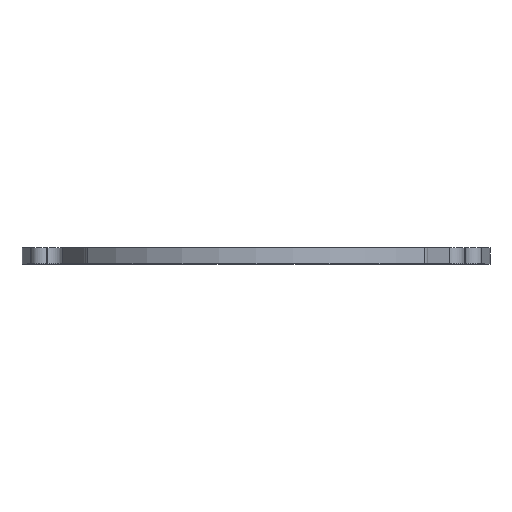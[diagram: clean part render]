
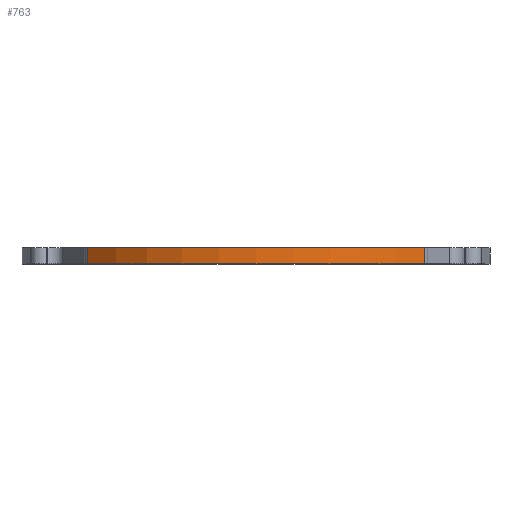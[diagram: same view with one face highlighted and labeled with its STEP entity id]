
A CAD part, top view. The second image highlights one B-rep face of the part: STEP entity #763.
In plain terms, the highlighted cylindrical face has radius 69.056 mm (diameter 138.112 mm), a partial arc.
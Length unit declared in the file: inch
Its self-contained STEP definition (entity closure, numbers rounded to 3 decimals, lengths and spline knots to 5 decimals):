
#78=FACE_OUTER_BOUND('',#134,.T.);
#134=EDGE_LOOP('',(#579,#580,#581,#582));
#217=LINE('',#1251,#259);
#219=LINE('',#1257,#261);
#259=VECTOR('',#993,0.1875);
#261=VECTOR('',#999,0.1875);
#313=CIRCLE('',#835,2.71875);
#317=CIRCLE('',#841,2.71875);
#382=VERTEX_POINT('',#1238);
#383=VERTEX_POINT('',#1240);
#387=VERTEX_POINT('',#1250);
#389=VERTEX_POINT('',#1256);
#463=EDGE_CURVE('',#382,#383,#313,.T.);
#468=EDGE_CURVE('',#383,#387,#217,.T.);
#471=EDGE_CURVE('',#389,#382,#219,.T.);
#472=EDGE_CURVE('',#389,#387,#317,.T.);
#579=ORIENTED_EDGE('',*,*,#468,.F.);
#580=ORIENTED_EDGE('',*,*,#463,.F.);
#581=ORIENTED_EDGE('',*,*,#471,.F.);
#582=ORIENTED_EDGE('',*,*,#472,.T.);
#734=CYLINDRICAL_SURFACE('',#840,2.71875);
#763=ADVANCED_FACE('',(#78),#734,.T.);
#835=AXIS2_PLACEMENT_3D('',#1241,#983,#984);
#840=AXIS2_PLACEMENT_3D('',#1255,#997,#998);
#841=AXIS2_PLACEMENT_3D('',#1258,#1000,#1001);
#983=DIRECTION('center_axis',(0.,1.,0.));
#984=DIRECTION('ref_axis',(-1.,0.,0.));
#993=DIRECTION('',(0.,-1.,0.));
#997=DIRECTION('center_axis',(0.,1.,0.));
#998=DIRECTION('ref_axis',(-1.,0.,0.));
#999=DIRECTION('',(0.,1.,0.));
#1000=DIRECTION('center_axis',(0.,1.,0.));
#1001=DIRECTION('ref_axis',(-1.,0.,0.));
#1238=CARTESIAN_POINT('',(-1.95757,0.1875,1.88667));
#1240=CARTESIAN_POINT('',(1.95757,0.1875,1.88667));
#1241=CARTESIAN_POINT('Origin',(0.,0.1875,0.));
#1250=CARTESIAN_POINT('',(1.95757,0.,1.88667));
#1251=CARTESIAN_POINT('',(1.95757,0.,1.88667));
#1255=CARTESIAN_POINT('Origin',(0.,0.,0.));
#1256=CARTESIAN_POINT('',(-1.95757,0.,1.88667));
#1257=CARTESIAN_POINT('',(-1.95757,0.,1.88667));
#1258=CARTESIAN_POINT('Origin',(0.,0.,0.));
